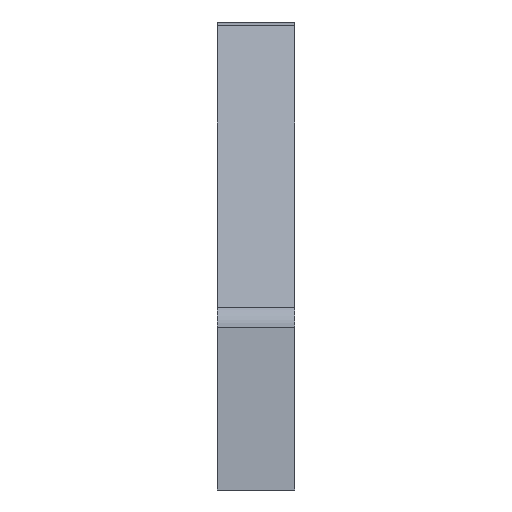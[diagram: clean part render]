
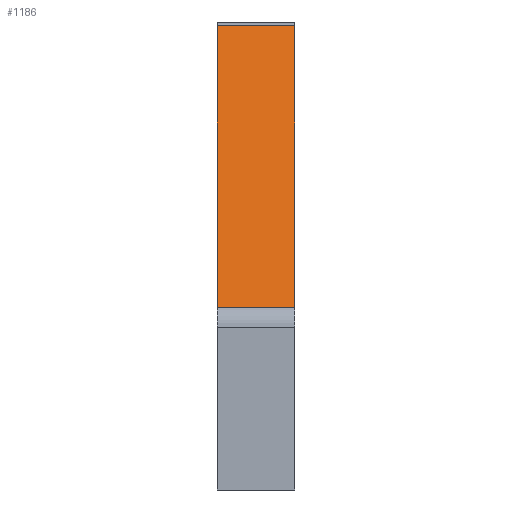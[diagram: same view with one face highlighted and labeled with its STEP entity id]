
A CAD part, left-side view. The second image highlights one B-rep face of the part: STEP entity #1186.
In plain terms, the highlighted planar face has unit normal (-0.539, 0, 0.842).
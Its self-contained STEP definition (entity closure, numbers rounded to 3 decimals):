
#43 = EDGE_LOOP ( 'NONE', ( #1480, #1160, #1615, #2393 ) ) ;
#131 = CARTESIAN_POINT ( 'NONE',  ( -33.769, 0., 52.792 ) ) ;
#148 = VERTEX_POINT ( 'NONE', #2462 ) ;
#174 = DIRECTION ( 'NONE',  ( 0., 1., 0. ) ) ;
#188 = CARTESIAN_POINT ( 'NONE',  ( -33.769, 10., 52.792 ) ) ;
#226 = CARTESIAN_POINT ( 'NONE',  ( -79.742, 10., 23.385 ) ) ;
#250 = VERTEX_POINT ( 'NONE', #1923 ) ;
#377 = PLANE ( 'NONE',  #2376 ) ;
#493 = VECTOR ( 'NONE', #811, 1000. ) ;
#574 = DIRECTION ( 'NONE',  ( -0.539, 0., 0.842 ) ) ;
#811 = DIRECTION ( 'NONE',  ( 0., -1., 0. ) ) ;
#825 = LINE ( 'NONE', #226, #493 ) ;
#920 = DIRECTION ( 'NONE',  ( -0.842, 0., -0.539 ) ) ;
#955 = CARTESIAN_POINT ( 'NONE',  ( -33.769, 10., 52.792 ) ) ;
#1006 = VECTOR ( 'NONE', #1521, 1000. ) ;
#1044 = FACE_OUTER_BOUND ( 'NONE', #43, .T. ) ;
#1124 = LINE ( 'NONE', #2088, #2168 ) ;
#1143 = DIRECTION ( 'NONE',  ( 0.842, 0., 0.539 ) ) ;
#1160 = ORIENTED_EDGE ( 'NONE', *, *, #2211, .T. ) ;
#1180 = EDGE_CURVE ( 'NONE', #1372, #250, #1124, .T. ) ;
#1186 = ADVANCED_FACE ( 'NONE', ( #1044 ), #377, .T. ) ;
#1372 = VERTEX_POINT ( 'NONE', #1896 ) ;
#1468 = VERTEX_POINT ( 'NONE', #1752 ) ;
#1480 = ORIENTED_EDGE ( 'NONE', *, *, #2115, .T. ) ;
#1521 = DIRECTION ( 'NONE',  ( -0.842, 0., -0.539 ) ) ;
#1615 = ORIENTED_EDGE ( 'NONE', *, *, #1963, .F. ) ;
#1656 = LINE ( 'NONE', #188, #1006 ) ;
#1752 = CARTESIAN_POINT ( 'NONE',  ( -79.742, 0., 23.385 ) ) ;
#1896 = CARTESIAN_POINT ( 'NONE',  ( -23.239, 0., 59.527 ) ) ;
#1923 = CARTESIAN_POINT ( 'NONE',  ( -23.239, 10., 59.527 ) ) ;
#1963 = EDGE_CURVE ( 'NONE', #1372, #1468, #2023, .T. ) ;
#2023 = LINE ( 'NONE', #131, #2077 ) ;
#2077 = VECTOR ( 'NONE', #920, 1000. ) ;
#2088 = CARTESIAN_POINT ( 'NONE',  ( -23.239, 10., 59.527 ) ) ;
#2115 = EDGE_CURVE ( 'NONE', #250, #148, #1656, .T. ) ;
#2168 = VECTOR ( 'NONE', #174, 1000. ) ;
#2211 = EDGE_CURVE ( 'NONE', #148, #1468, #825, .T. ) ;
#2376 = AXIS2_PLACEMENT_3D ( 'NONE', #955, #574, #1143 ) ;
#2393 = ORIENTED_EDGE ( 'NONE', *, *, #1180, .T. ) ;
#2462 = CARTESIAN_POINT ( 'NONE',  ( -79.742, 10., 23.385 ) ) ;
